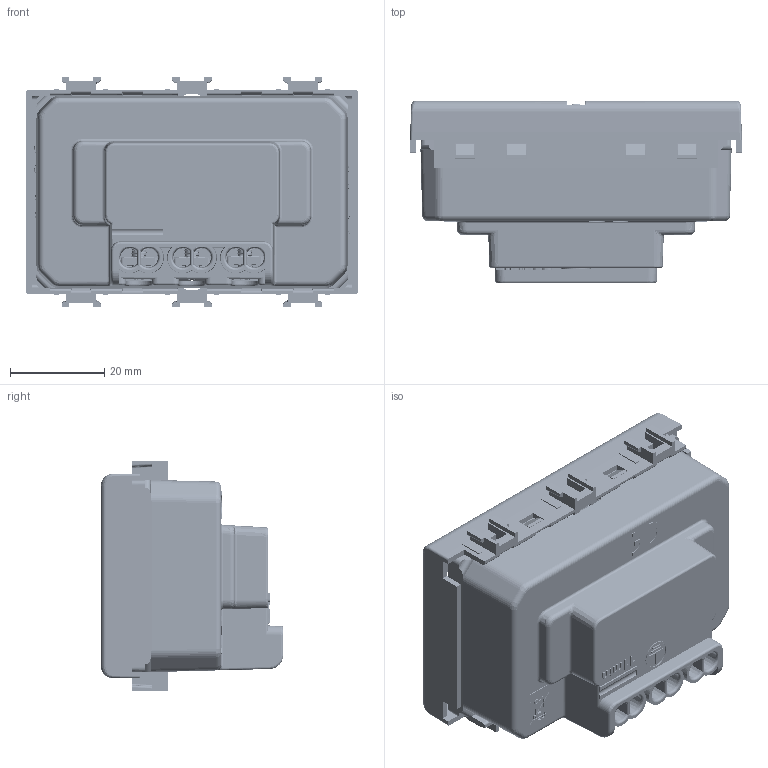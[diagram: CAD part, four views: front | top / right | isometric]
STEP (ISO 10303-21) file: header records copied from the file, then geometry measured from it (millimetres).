
FILE_DESCRIPTION (( 'STEP AP214' ), '1' );
FILE_NAME ('4BOX-P503-MATIX.STEP', '2024-08-28T02:00:55', ( '' ), ( '' ), 'SwSTEP 2.0', 'SolidWorks 2016', '' );
FILE_SCHEMA (( 'AUTOMOTIVE_DESIGN' ));
Length unit declared in the file: millimetre
Products named in the file (23): BHDT084-3; LF40311-UP008-5-13-3; BHDT008-3; 4BOX-P503-MATIX; 悵誘藷郪璃-陔羲-5; BHDT009-3; LF40311-M001; LF40311-UP046-3; LK40207050-3; 2.5豜肣穩隊--3; LF40311-P042-3; D801005049--3; 悵誘藷郪璃-陔羲-4; BHDP-3; LF40311-UP009-5-13-3; BHP30084-3; LF40311-M002-5-24; LK42207043--3; BHDP021-3; 31285044--3; LF40311-UP016-5-13-3; LK42207042--3; M3.5X6-3
Assembly tree (33 placements, depth 3):
  4BOX-P503-MATIX
    BHDP-3
      BHDT009-3
      BHDT008-3
      BHDT084-3  x2
      BHDP021-3
    悵誘藷郪璃-陔羲-4
      LF40311-UP009-5-13-3
      BHP30084-3
      LF40311-UP008-5-13-3
    悵誘藷郪璃-陔羲-5
      LF40311-UP009-5-13-3
      BHP30084-3
      LF40311-UP008-5-13-3
    LF40311-M001
    31285044--3
    2.5豜肣穩隊--3  x3
    D801005049--3
    M3.5X6-3  x3
    LK40207050-3  x3
    LF40311-P042-3  x2
    LK42207042--3
    LK42207043--3
    LF40311-UP016-5-13-3
    LF40311-M002-5-24
    LF40311-UP046-3
Bounding box: 70.6 x 38.8 x 49 mm (x, y, z)
Volume: 32897.2 mm3; surface area: 61468.3 mm2
Topology: 28 solids, 34 shells, 5602 faces, 15610 edges, 10124 vertices
Faces by surface type: plane 3016, cylinder 1345, bspline 897, cone 232, torus 95, sphere 17
Entity records: 186413 total; most frequent: CARTESIAN_POINT 72856, ORIENTED_EDGE 25644, DIRECTION 19590, EDGE_CURVE 12824, VERTEX_POINT 8350, LINE 8126, VECTOR 8126, AXIS2_PLACEMENT_3D 5732
